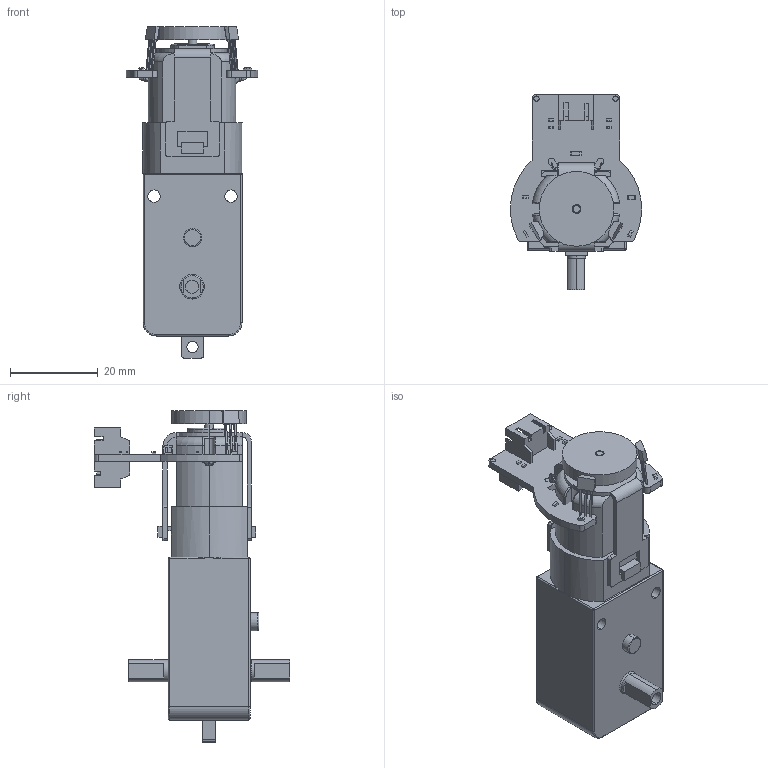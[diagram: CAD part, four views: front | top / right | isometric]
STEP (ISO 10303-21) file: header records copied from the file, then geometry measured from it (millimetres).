
FILE_DESCRIPTION (( 'STEP AP214' ), '1' );
FILE_NAME ('IÐÍ»ÆÉ«µç»ú.STEP', '2017-05-27T06:12:13', ( 'china' ), ( 'china' ), 'SwSTEP 2.0', 'SolidWorks 2016', '' );
FILE_SCHEMA (( 'AUTOMOTIVE_DESIGN' ));
Length unit declared in the file: millimetre
Products named in the file (6): 黄色电机（竖向双轴）; I倰酴伎萇儂; 錨璃3^蚾饜极2; 錨璃2^蚾饜极2; 晤鎢んPCB喜渡; 棠遠
Assembly tree (5 placements, depth 2):
  I倰酴伎萇儂
    黄色电机（竖向双轴）
    棠遠
    晤鎢んPCB喜渡
    錨璃2^蚾饜极2  x2
  錨璃3^蚾饜极2
Bounding box: 29.86 x 44.39 x 75.48 mm (x, y, z)
Volume: 26343.3 mm3; surface area: 11289 mm2
Topology: 13 solids, 13 shells, 518 faces, 1353 edges, 876 vertices
Faces by surface type: plane 341, cylinder 107, bspline 42, torus 24, sphere 4
Entity records: 23376 total; most frequent: CARTESIAN_POINT 7075, ORIENTED_EDGE 2630, DIRECTION 2431, EDGE_CURVE 1315, LINE 959, VECTOR 959, VERTEX_POINT 860, AXIS2_PLACEMENT_3D 736
